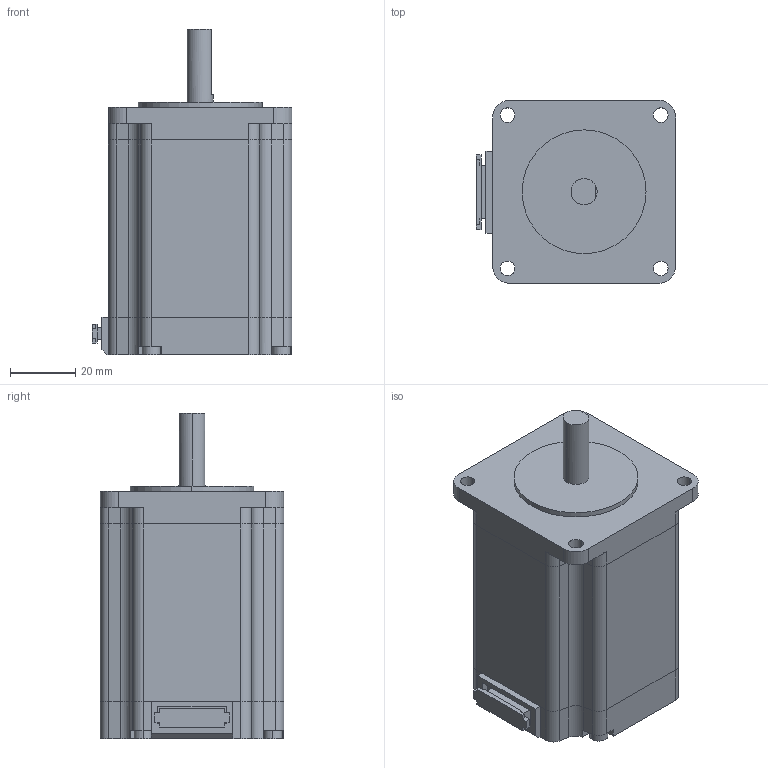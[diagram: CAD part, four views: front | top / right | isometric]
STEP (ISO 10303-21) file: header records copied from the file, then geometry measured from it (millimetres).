
FILE_DESCRIPTION (( 'STEP AP203' ), '1' );
FILE_NAME ('NMS23-T4A.step', '2023-06-27T22:49:56', ( '' ), ( '' ), 'SwSTEP 2.0', 'SolidWorks 2019', '' );
FILE_SCHEMA (( 'CONFIG_CONTROL_DESIGN' ));
Length unit declared in the file: millimetre
Products named in the file (2): NMS23_motor^NMS23_NMS23-T4A; NMS23-T4A
Assembly tree (1 placements, depth 2):
  NMS23-T4A
    NMS23_motor^NMS23_NMS23-T4A
Bounding box: 61.4 x 56.4 x 100 mm (x, y, z)
Volume: 218394.2 mm3; surface area: 34852.8 mm2
Topology: 4 solids, 4 shells, 165 faces, 450 edges, 300 vertices
Faces by surface type: plane 101, cylinder 64
Entity records: 5444 total; most frequent: DIRECTION 922, CARTESIAN_POINT 919, ORIENTED_EDGE 900, EDGE_CURVE 450, LINE 316, VECTOR 316, AXIS2_PLACEMENT_3D 303, VERTEX_POINT 300
